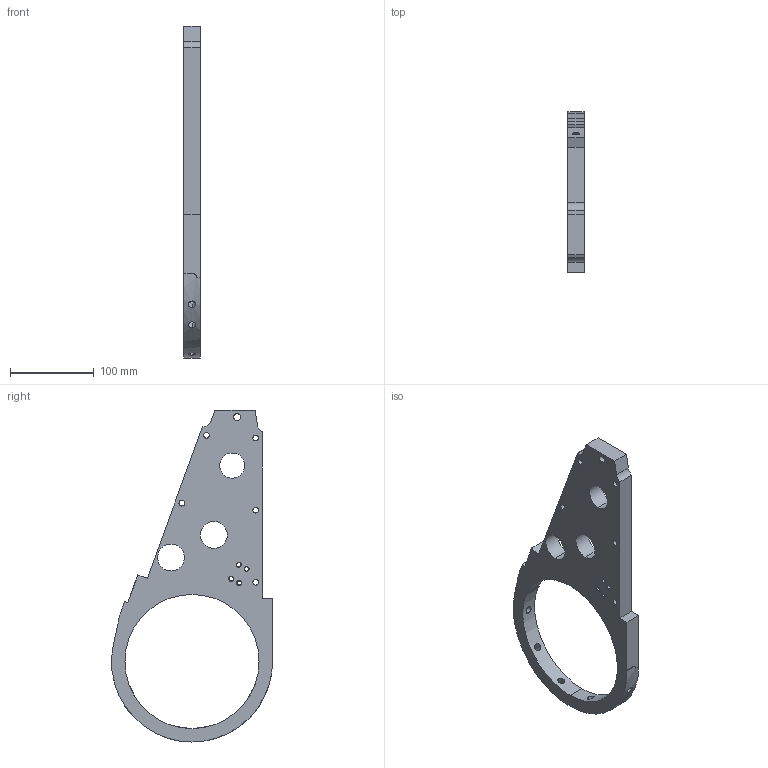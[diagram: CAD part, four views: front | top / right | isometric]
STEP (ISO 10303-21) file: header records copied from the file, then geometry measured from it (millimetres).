
FILE_DESCRIPTION (( 'STEP AP203' ), '1' );
FILE_NAME ('left lifter rail v3.STEP', '2017-03-12T13:15:50', ( '' ), ( '' ), 'SwSTEP 2.0', 'SolidWorks 2015', '' );
FILE_SCHEMA (( 'CONFIG_CONTROL_DESIGN' ));
Length unit declared in the file: millimetre
Products named in the file (1): left lifter rail v3
Bounding box: 20 x 192 x 396 mm (x, y, z)
Volume: 580157.8 mm3; surface area: 101005.3 mm2
Topology: 1 solids, 1 shells, 86 faces, 230 edges, 145 vertices
Faces by surface type: cylinder 49, cone 22, plane 15
Entity records: 3603 total; most frequent: CARTESIAN_POINT 1279, DIRECTION 470, ORIENTED_EDGE 456, EDGE_CURVE 228, AXIS2_PLACEMENT_3D 180, VERTEX_POINT 145, EDGE_LOOP 127, LINE 110
